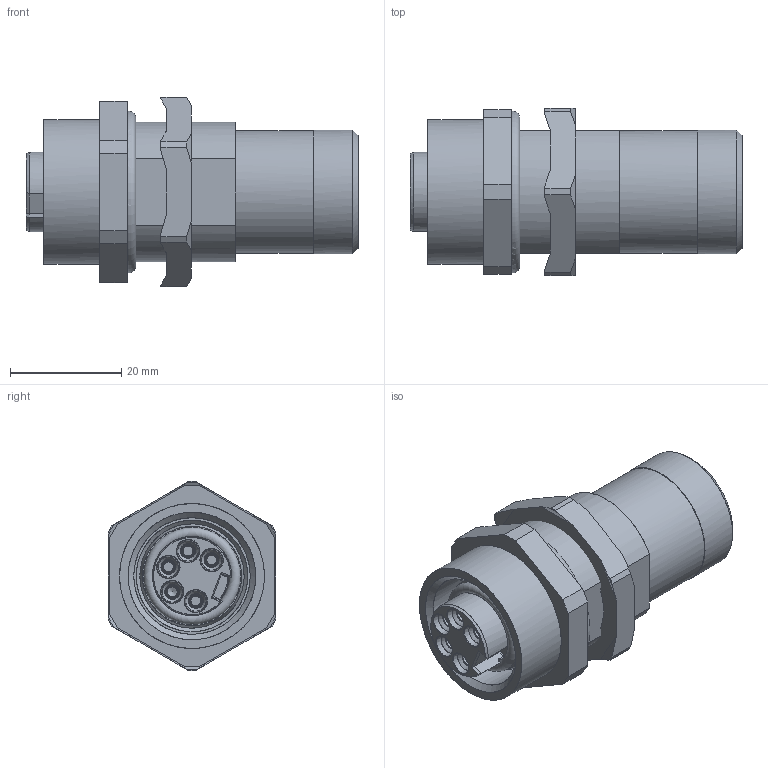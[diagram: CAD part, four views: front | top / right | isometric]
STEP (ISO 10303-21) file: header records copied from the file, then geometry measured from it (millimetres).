
FILE_DESCRIPTION(/* description */ (''),/* implementation_level */ '2;1');
FILE_NAME(/* name */ '09_2472_00_05_001_00.stp',/* time_stamp */ '2013-05-31T10:32:44+02:00',/* author */ (''),/* organization */ (''),/* preprocessor_version */ 'ST-DEVELOPER v14',/* originating_system */ 'SIEMENS PLM Software NX 8.0',/* authorisation */ '');
FILE_SCHEMA (('AUTOMOTIVE_DESIGN { 1 0 10303 214 3 1 1 1 }'));
Length unit declared in the file: millimetre
Products named in the file (1): kbor1380DEF2nkvu
Bounding box: 59.6 x 30 x 34 mm (x, y, z)
Volume: 1563.2 mm3; surface area: 12205.4 mm2
Topology: 1 solids, 342 shells, 374 faces, 1491 edges, 1356 vertices
Faces by surface type: plane 180, bspline 75, cylinder 69, cone 35, torus 10, sphere 5
Full cylindrical faces by diameter (mm): 1.98 x5, 2.1 x11, 2.3 x5, 2.65 x5, 3.16 x5, 3.3 x5, 18.7 x2, 18.8 x1, 20 x1, 20.9 x1, 22 x1, 22.225 x1, 23.5 x1, 24 x2, 25 x1, 26 x1, 28.5 x1
Entity records: 41381 total; most frequent: CARTESIAN_POINT 29835, ORIENTED_EDGE 1454, EDGE_CURVE 1362, VERTEX_POINT 1334, B_SPLINE_CURVE_WITH_KNOTS 1202, DIRECTION 734, EDGE_LOOP 543, ADVANCED_FACE 374
